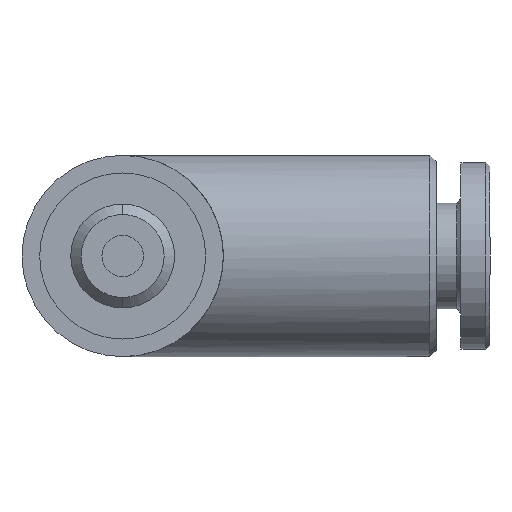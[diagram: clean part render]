
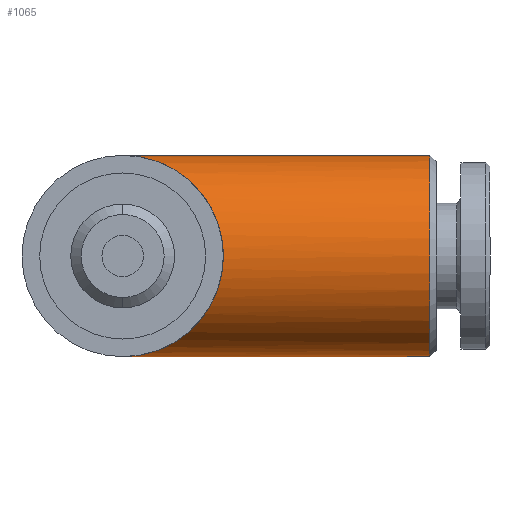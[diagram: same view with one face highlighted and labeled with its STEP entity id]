
A CAD part, front view. The second image highlights one B-rep face of the part: STEP entity #1065.
In plain terms, the highlighted cylindrical face has radius 4.85 mm (diameter 9.7 mm), a partial arc.
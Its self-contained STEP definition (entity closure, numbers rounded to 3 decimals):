
#753 = EDGE_CURVE ( 'NONE', #805, #769, #1727, .T. ) ;
#755 = EDGE_CURVE ( 'NONE', #778, #805, #1747, .T. ) ;
#769 = VERTEX_POINT ( 'NONE', #1760 ) ;
#778 = VERTEX_POINT ( 'NONE', #1762 ) ;
#779 = VERTEX_POINT ( 'NONE', #1774 ) ;
#790 = EDGE_CURVE ( 'NONE', #779, #769, #1786, .T. ) ;
#805 = VERTEX_POINT ( 'NONE', #1823 ) ;
#1064 = EDGE_CURVE ( 'NONE', #779, #778, #2203, .T. ) ;
#1065 = ADVANCED_FACE ( 'NONE', ( #2198 ), #2197, .T. ) ;
#1066 = EDGE_LOOP ( 'NONE', ( #1095, #1096, #1097, #1098 ) ) ;
#1095 = ORIENTED_EDGE ( 'NONE', *, *, #790, .F. ) ;
#1096 = ORIENTED_EDGE ( 'NONE', *, *, #1064, .T. ) ;
#1097 = ORIENTED_EDGE ( 'NONE', *, *, #755, .T. ) ;
#1098 = ORIENTED_EDGE ( 'NONE', *, *, #753, .T. ) ;
#1718 = CARTESIAN_POINT ( 'NONE',  ( 0., 12., -4.85 ) ) ;
#1719 = CARTESIAN_POINT ( 'NONE',  ( 9.7, 2.3, -4.85 ) ) ;
#1727 =( BOUNDED_CURVE ( )  B_SPLINE_CURVE ( 3, ( #1746, #1745, #1719, #1718 ),
 .UNSPECIFIED., .F., .F. ) 
 B_SPLINE_CURVE_WITH_KNOTS ( ( 4, 4 ),
 ( 4.712, 7.854 ),
 .UNSPECIFIED. ) 
 CURVE ( )  GEOMETRIC_REPRESENTATION_ITEM ( )  RATIONAL_B_SPLINE_CURVE ( ( 1., 0.333, 0.333, 1. ) ) 
 REPRESENTATION_ITEM ( '' )  );
#1737 = DIRECTION ( 'NONE',  ( -1., 0., 0. ) ) ;
#1738 = VECTOR ( 'NONE', #1737, 1000. ) ;
#1739 = CARTESIAN_POINT ( 'NONE',  ( -5.577, 12., 4.85 ) ) ;
#1745 = CARTESIAN_POINT ( 'NONE',  ( 9.7, 2.3, 4.85 ) ) ;
#1746 = CARTESIAN_POINT ( 'NONE',  ( 0., 12., 4.85 ) ) ;
#1747 = LINE ( 'NONE', #1739, #1738 ) ;
#1760 = CARTESIAN_POINT ( 'NONE',  ( 0., 12., -4.85 ) ) ;
#1762 = CARTESIAN_POINT ( 'NONE',  ( 14.8, 12., 4.85 ) ) ;
#1765 = DIRECTION ( 'NONE',  ( -1., 0., 0. ) ) ;
#1766 = VECTOR ( 'NONE', #1765, 1000. ) ;
#1767 = CARTESIAN_POINT ( 'NONE',  ( -5.577, 12., -4.85 ) ) ;
#1774 = CARTESIAN_POINT ( 'NONE',  ( 14.8, 12., -4.85 ) ) ;
#1786 = LINE ( 'NONE', #1767, #1766 ) ;
#1823 = CARTESIAN_POINT ( 'NONE',  ( 0., 12., 4.85 ) ) ;
#2192 = DIRECTION ( 'NONE',  ( 0., 0., 1. ) ) ;
#2193 = DIRECTION ( 'NONE',  ( -1., 0., 0. ) ) ;
#2194 = AXIS2_PLACEMENT_3D ( 'NONE', #2196, #2193, #2192 ) ;
#2196 = CARTESIAN_POINT ( 'NONE',  ( -5.577, 12., 0. ) ) ;
#2197 = CYLINDRICAL_SURFACE ( 'NONE', #2194, 4.85 ) ;
#2198 = FACE_OUTER_BOUND ( 'NONE', #1066, .T. ) ;
#2199 = DIRECTION ( 'NONE',  ( 0., 0., 1. ) ) ;
#2200 = DIRECTION ( 'NONE',  ( -1., 0., 0. ) ) ;
#2201 = CARTESIAN_POINT ( 'NONE',  ( 14.8, 12., 0. ) ) ;
#2202 = AXIS2_PLACEMENT_3D ( 'NONE', #2201, #2200, #2199 ) ;
#2203 = CIRCLE ( 'NONE', #2202, 4.85 ) ;
